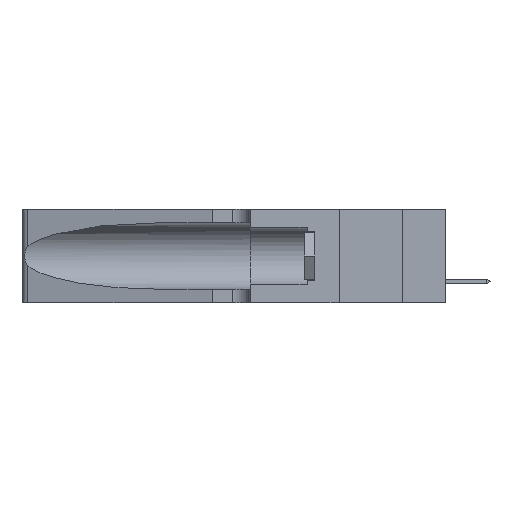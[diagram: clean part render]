
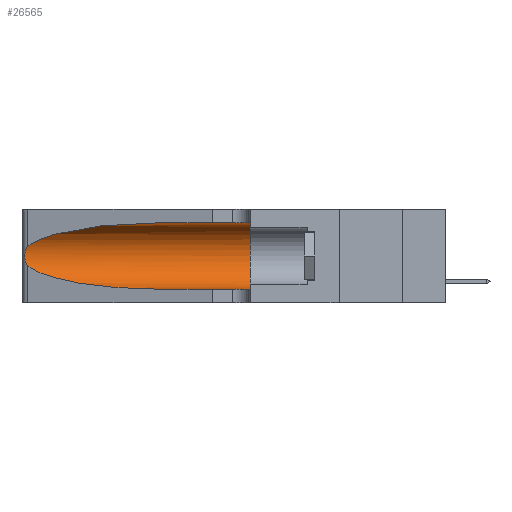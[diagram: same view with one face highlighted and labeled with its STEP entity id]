
A CAD part, left-side view. The second image highlights one B-rep face of the part: STEP entity #26565.
In plain terms, the highlighted cylindrical face has radius 3.308 mm (diameter 6.617 mm), a partial arc.
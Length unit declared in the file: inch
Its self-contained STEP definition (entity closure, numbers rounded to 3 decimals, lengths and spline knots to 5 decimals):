
#207 = EDGE_CURVE ( 'NONE', #21936, #6053, #13021, .T. ) ;
#318 = CARTESIAN_POINT ( 'NONE',  ( 0.25639, 1.23186, 0.15144 ) ) ;
#597 = CARTESIAN_POINT ( 'NONE',  ( 0.1305, 0.35, 0.31525 ) ) ;
#814 = CARTESIAN_POINT ( 'NONE',  ( 0.1305, 0.72297, 0.05475 ) ) ;
#899 = CARTESIAN_POINT ( 'NONE',  ( 0.1305, 0.72297, 0.31525 ) ) ;
#1760 = LINE ( 'NONE', #8040, #8634 ) ;
#2087 = CARTESIAN_POINT ( 'NONE',  ( 0.25856, 1.23593, 0.16098 ) ) ;
#2253 = CARTESIAN_POINT ( 'NONE',  ( 0.25787, 1.23484, 0.2124 ) ) ;
#2399 = ORIENTED_EDGE ( 'NONE', *, *, #23426, .T. ) ;
#3314 = AXIS2_PLACEMENT_3D ( 'NONE', #14895, #23525, #10764 ) ;
#3443 = VERTEX_POINT ( 'NONE', #18678 ) ;
#4161 = VERTEX_POINT ( 'NONE', #814 ) ;
#4233 = EDGE_CURVE ( 'NONE', #4472, #3443, #26655, .T. ) ;
#4258 = CARTESIAN_POINT ( 'NONE',  ( 0.25555, 1.22993, 0.14849 ) ) ;
#4472 = VERTEX_POINT ( 'NONE', #597 ) ;
#5142 = CARTESIAN_POINT ( 'NONE',  ( 0.25487, 1.22718, 0.22369 ) ) ;
#5492 = CYLINDRICAL_SURFACE ( 'NONE', #3314, 0.13025 ) ;
#5723 = B_SPLINE_CURVE_WITH_KNOTS ( 'NONE', 3,
 ( #12944, #8318, #10548, #2253, #10732, #14697, #23133, #12859, #8581, #2087, #19110, #318, #4258, #19014 ),
 .UNSPECIFIED., .F., .F.,
 ( 4, 2, 2, 2, 2, 2, 4 ),
 ( 0., 0.00027, 0.00053, 0.00107, 0.0016, 0.00187, 0.00214 ),
 .UNSPECIFIED. ) ;
#5853 = CARTESIAN_POINT ( 'NONE',  ( 0.18966, 0.96281, 0.05475 ) ) ;
#6053 = VERTEX_POINT ( 'NONE', #5142 ) ;
#6130 = EDGE_CURVE ( 'NONE', #4161, #3443, #9826, .T. ) ;
#7181 = CARTESIAN_POINT ( 'NONE',  ( 0.25487, 1.22718, 0.22369 ) ) ;
#7277 = CARTESIAN_POINT ( 'NONE',  ( 0.18966, 0.96281, 0.31525 ) ) ;
#7384 = CARTESIAN_POINT ( 'NONE',  ( 0.1305, 0.35, 0.185 ) ) ;
#7419 = DIRECTION ( 'NONE',  ( 0., -1., 0. ) ) ;
#7807 = CARTESIAN_POINT ( 'NONE',  ( 0.2373, 1.15595, 0.08982 ) ) ;
#8040 = CARTESIAN_POINT ( 'NONE',  ( 0.1305, 1.61858, 0.31525 ) ) ;
#8318 = CARTESIAN_POINT ( 'NONE',  ( 0.25555, 1.22994, 0.2215 ) ) ;
#8581 = CARTESIAN_POINT ( 'NONE',  ( 0.26017, 1.23833, 0.17102 ) ) ;
#8634 = VECTOR ( 'NONE', #25003, 39.37008 ) ;
#9482 = ORIENTED_EDGE ( 'NONE', *, *, #6130, .T. ) ;
#9490 = VECTOR ( 'NONE', #7419, 39.37008 ) ;
#9826 = LINE ( 'NONE', #26121, #9490 ) ;
#10205 = VERTEX_POINT ( 'NONE', #22034 ) ;
#10548 = CARTESIAN_POINT ( 'NONE',  ( 0.25639, 1.23184, 0.21858 ) ) ;
#10732 = CARTESIAN_POINT ( 'NONE',  ( 0.25854, 1.2359, 0.20912 ) ) ;
#10764 = DIRECTION ( 'NONE',  ( 0., 0., -1. ) ) ;
#11400 = ORIENTED_EDGE ( 'NONE', *, *, #207, .T. ) ;
#12859 = CARTESIAN_POINT ( 'NONE',  ( 0.26075, 1.23896, 0.178 ) ) ;
#12944 = CARTESIAN_POINT ( 'NONE',  ( 0.25487, 1.22718, 0.22369 ) ) ;
#13021 =( BOUNDED_CURVE ( )  B_SPLINE_CURVE ( 3, ( #899, #7277, #15710, #7181 ),
 .UNSPECIFIED., .F., .T. ) 
 B_SPLINE_CURVE_WITH_KNOTS ( ( 4, 4 ),
 ( 1.5708, 2.84003 ),
 .UNSPECIFIED. ) 
 CURVE ( )  GEOMETRIC_REPRESENTATION_ITEM ( )  RATIONAL_B_SPLINE_CURVE ( ( 1., 0.87, 0.87, 1. ) ) 
 REPRESENTATION_ITEM ( '' )  );
#13807 = ORIENTED_EDGE ( 'NONE', *, *, #4233, .F. ) ;
#14225 =( BOUNDED_CURVE ( )  B_SPLINE_CURVE ( 3, ( #18438, #7807, #5853, #22723 ),
 .UNSPECIFIED., .F., .F. ) 
 B_SPLINE_CURVE_WITH_KNOTS ( ( 4, 4 ),
 ( 3.44316, 4.71239 ),
 .UNSPECIFIED. ) 
 CURVE ( )  GEOMETRIC_REPRESENTATION_ITEM ( )  RATIONAL_B_SPLINE_CURVE ( ( 1., 0.87, 0.87, 1. ) ) 
 REPRESENTATION_ITEM ( '' )  );
#14697 = CARTESIAN_POINT ( 'NONE',  ( 0.26018, 1.23835, 0.19895 ) ) ;
#14895 = CARTESIAN_POINT ( 'NONE',  ( 0.1305, 1.61858, 0.185 ) ) ;
#15228 = ORIENTED_EDGE ( 'NONE', *, *, #16378, .T. ) ;
#15710 = CARTESIAN_POINT ( 'NONE',  ( 0.2373, 1.15595, 0.28018 ) ) ;
#16378 = EDGE_CURVE ( 'NONE', #6053, #10205, #5723, .T. ) ;
#16422 = FACE_OUTER_BOUND ( 'NONE', #26458, .T. ) ;
#16751 = AXIS2_PLACEMENT_3D ( 'NONE', #7384, #22681, #24994 ) ;
#18438 = CARTESIAN_POINT ( 'NONE',  ( 0.25487, 1.22718, 0.14631 ) ) ;
#18678 = CARTESIAN_POINT ( 'NONE',  ( 0.1305, 0.35, 0.05475 ) ) ;
#19014 = CARTESIAN_POINT ( 'NONE',  ( 0.25487, 1.22718, 0.14631 ) ) ;
#19110 = CARTESIAN_POINT ( 'NONE',  ( 0.25789, 1.23486, 0.15765 ) ) ;
#19589 = CARTESIAN_POINT ( 'NONE',  ( 0.1305, 0.72297, 0.31525 ) ) ;
#19853 = EDGE_CURVE ( 'NONE', #21936, #4472, #1760, .T. ) ;
#21183 = ORIENTED_EDGE ( 'NONE', *, *, #19853, .F. ) ;
#21936 = VERTEX_POINT ( 'NONE', #19589 ) ;
#22034 = CARTESIAN_POINT ( 'NONE',  ( 0.25487, 1.22718, 0.14631 ) ) ;
#22681 = DIRECTION ( 'NONE',  ( 0., 1., 0. ) ) ;
#22723 = CARTESIAN_POINT ( 'NONE',  ( 0.1305, 0.72297, 0.05475 ) ) ;
#23133 = CARTESIAN_POINT ( 'NONE',  ( 0.26075, 1.23896, 0.19203 ) ) ;
#23426 = EDGE_CURVE ( 'NONE', #10205, #4161, #14225, .T. ) ;
#23525 = DIRECTION ( 'NONE',  ( 0., -1., 0. ) ) ;
#24994 = DIRECTION ( 'NONE',  ( 0., 0., 1. ) ) ;
#25003 = DIRECTION ( 'NONE',  ( 0., -1., 0. ) ) ;
#26121 = CARTESIAN_POINT ( 'NONE',  ( 0.1305, 1.61858, 0.05475 ) ) ;
#26458 = EDGE_LOOP ( 'NONE', ( #11400, #15228, #2399, #9482, #13807, #21183 ) ) ;
#26565 = ADVANCED_FACE ( 'NONE', ( #16422 ), #5492, .F. ) ;
#26655 = CIRCLE ( 'NONE', #16751, 0.13025 ) ;
